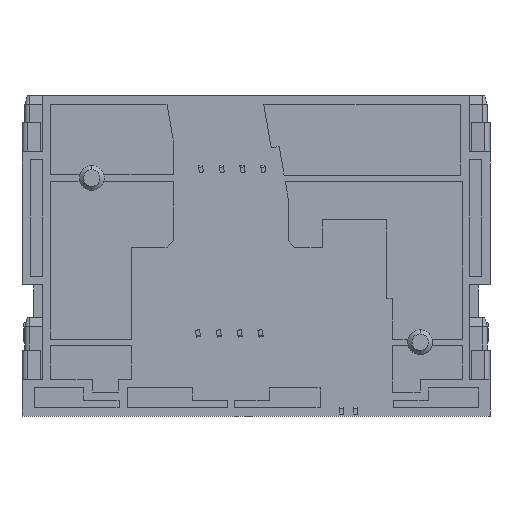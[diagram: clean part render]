
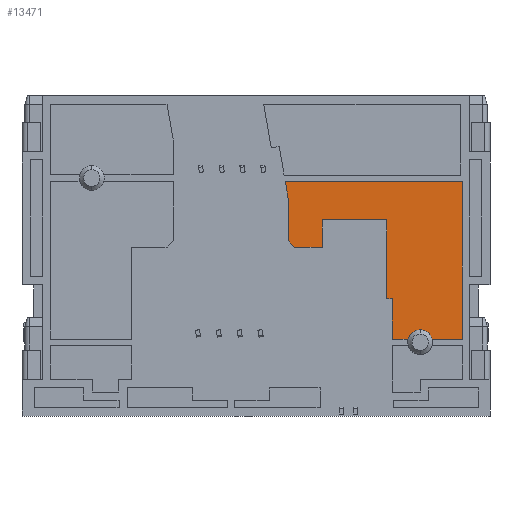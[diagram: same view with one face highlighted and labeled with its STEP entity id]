
A CAD part, front view. The second image highlights one B-rep face of the part: STEP entity #13471.
In plain terms, the highlighted planar face has unit normal (0, -1, 0).
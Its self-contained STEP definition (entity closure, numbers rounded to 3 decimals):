
#225 = ORIENTED_EDGE ( 'NONE', *, *, #12531, .F. ) ;
#294 = LINE ( 'NONE', #7239, #12057 ) ;
#409 = CARTESIAN_POINT ( 'NONE',  ( 15.911, 1.2, -5.196 ) ) ;
#532 = CARTESIAN_POINT ( 'NONE',  ( 16.605, 1.2, -5.196 ) ) ;
#536 = VECTOR ( 'NONE', #14108, 1000. ) ;
#910 = CARTESIAN_POINT ( 'NONE',  ( 8.05, 1.2, 1.062 ) ) ;
#1158 = EDGE_CURVE ( 'NONE', #12503, #2693, #10896, .T. ) ;
#1301 = CARTESIAN_POINT ( 'NONE',  ( 3.962, 1.2, 6.793 ) ) ;
#1325 = AXIS2_PLACEMENT_3D ( 'NONE', #13249, #14444, #5395 ) ;
#1335 = LINE ( 'NONE', #409, #3136 ) ;
#1411 = CARTESIAN_POINT ( 'NONE',  ( 3.568, 1.2, 9.053 ) ) ;
#1470 = EDGE_CURVE ( 'NONE', #9613, #10297, #3578, .T. ) ;
#1701 = VERTEX_POINT ( 'NONE', #13308 ) ;
#1705 = CARTESIAN_POINT ( 'NONE',  ( 15.911, 1.2, 4.397 ) ) ;
#1972 = ORIENTED_EDGE ( 'NONE', *, *, #11518, .F. ) ;
#2055 = VECTOR ( 'NONE', #11312, 1000. ) ;
#2083 = ORIENTED_EDGE ( 'NONE', *, *, #4368, .F. ) ;
#2175 = CARTESIAN_POINT ( 'NONE',  ( 25.127, 1.2, -10.144 ) ) ;
#2404 = ORIENTED_EDGE ( 'NONE', *, *, #5792, .F. ) ;
#2606 = CIRCLE ( 'NONE', #1325, 1.5 ) ;
#2693 = VERTEX_POINT ( 'NONE', #12589 ) ;
#3136 = VECTOR ( 'NONE', #10475, 1000. ) ;
#3147 = CARTESIAN_POINT ( 'NONE',  ( 3.962, 1.2, 1.834 ) ) ;
#3175 = DIRECTION ( 'NONE',  ( 0., 0., -1. ) ) ;
#3472 = EDGE_CURVE ( 'NONE', #6340, #1701, #12888, .T. ) ;
#3507 = CARTESIAN_POINT ( 'NONE',  ( 16.605, 1.2, -10.144 ) ) ;
#3578 = LINE ( 'NONE', #532, #536 ) ;
#3627 = LINE ( 'NONE', #11453, #10935 ) ;
#4043 = DIRECTION ( 'NONE',  ( -1., 0., 0. ) ) ;
#4341 = CARTESIAN_POINT ( 'NONE',  ( 25.127, 1.2, 9.053 ) ) ;
#4368 = EDGE_CURVE ( 'NONE', #11306, #9613, #13383, .T. ) ;
#4459 = CARTESIAN_POINT ( 'NONE',  ( 4.734, 1.2, 1.062 ) ) ;
#4606 = DIRECTION ( 'NONE',  ( 0., 0., 1. ) ) ;
#4698 = CARTESIAN_POINT ( 'NONE',  ( 25.127, 1.2, 9.053 ) ) ;
#4765 = CARTESIAN_POINT ( 'NONE',  ( 4.734, 1.2, 1.062 ) ) ;
#4901 = VERTEX_POINT ( 'NONE', #12361 ) ;
#5217 = ORIENTED_EDGE ( 'NONE', *, *, #11820, .F. ) ;
#5226 = DIRECTION ( 'NONE',  ( 0., 1., 0. ) ) ;
#5259 = VECTOR ( 'NONE', #5628, 1000. ) ;
#5369 = FACE_OUTER_BOUND ( 'NONE', #14075, .T. ) ;
#5395 = DIRECTION ( 'NONE',  ( 0., 0., -1. ) ) ;
#5512 = CIRCLE ( 'NONE', #10931, 1.5 ) ;
#5628 = DIRECTION ( 'NONE',  ( -0.707, 0., 0.707 ) ) ;
#5792 = EDGE_CURVE ( 'NONE', #1701, #8793, #8705, .T. ) ;
#5991 = EDGE_CURVE ( 'NONE', #11781, #13669, #11550, .T. ) ;
#6075 = ORIENTED_EDGE ( 'NONE', *, *, #11883, .F. ) ;
#6260 = CARTESIAN_POINT ( 'NONE',  ( 8.05, 1.2, 1.062 ) ) ;
#6340 = VERTEX_POINT ( 'NONE', #10592 ) ;
#6392 = DIRECTION ( 'NONE',  ( 0., 0., -1. ) ) ;
#6551 = DIRECTION ( 'NONE',  ( 0., 0., 1. ) ) ;
#6577 = ORIENTED_EDGE ( 'NONE', *, *, #1470, .F. ) ;
#6630 = CARTESIAN_POINT ( 'NONE',  ( 8.05, 1.2, 4.397 ) ) ;
#6683 = LINE ( 'NONE', #6630, #10264 ) ;
#6724 = CARTESIAN_POINT ( 'NONE',  ( 15.911, 1.2, -5.196 ) ) ;
#6818 = DIRECTION ( 'NONE',  ( -1., 0., 0. ) ) ;
#6975 = AXIS2_PLACEMENT_3D ( 'NONE', #10089, #9086, #11318 ) ;
#7019 = VECTOR ( 'NONE', #6551, 1000. ) ;
#7090 = VECTOR ( 'NONE', #10512, 1000. ) ;
#7160 = ORIENTED_EDGE ( 'NONE', *, *, #1158, .F. ) ;
#7220 = CARTESIAN_POINT ( 'NONE',  ( 8.05, 1.2, 4.397 ) ) ;
#7239 = CARTESIAN_POINT ( 'NONE',  ( 3.568, 1.2, 9.053 ) ) ;
#7375 = DIRECTION ( 'NONE',  ( -1., 0., 0. ) ) ;
#7430 = VERTEX_POINT ( 'NONE', #11184 ) ;
#7747 = VECTOR ( 'NONE', #7375, 1000. ) ;
#7771 = EDGE_CURVE ( 'NONE', #2693, #7430, #11838, .T. ) ;
#7801 = VECTOR ( 'NONE', #4043, 1000. ) ;
#7862 = VECTOR ( 'NONE', #6392, 1000. ) ;
#8361 = ORIENTED_EDGE ( 'NONE', *, *, #11668, .T. ) ;
#8391 = EDGE_CURVE ( 'NONE', #8463, #4901, #5512, .T. ) ;
#8463 = VERTEX_POINT ( 'NONE', #11094 ) ;
#8705 = LINE ( 'NONE', #1301, #7090 ) ;
#8793 = VERTEX_POINT ( 'NONE', #1411 ) ;
#9030 = PLANE ( 'NONE',  #6975 ) ;
#9086 = DIRECTION ( 'NONE',  ( 0., -1., 0. ) ) ;
#9372 = VERTEX_POINT ( 'NONE', #1705 ) ;
#9450 = ORIENTED_EDGE ( 'NONE', *, *, #8391, .T. ) ;
#9613 = VERTEX_POINT ( 'NONE', #14625 ) ;
#9707 = DIRECTION ( 'NONE',  ( 1., 0., 0. ) ) ;
#9816 = DIRECTION ( 'NONE',  ( 0., 0., -1. ) ) ;
#9836 = CARTESIAN_POINT ( 'NONE',  ( 25.127, 1.2, -10.144 ) ) ;
#10073 = EDGE_CURVE ( 'NONE', #8793, #12503, #294, .T. ) ;
#10089 = CARTESIAN_POINT ( 'NONE',  ( 0., 1.2, 0. ) ) ;
#10263 = EDGE_CURVE ( 'NONE', #10597, #11781, #6683, .T. ) ;
#10264 = VECTOR ( 'NONE', #3175, 1000. ) ;
#10268 = CARTESIAN_POINT ( 'NONE',  ( 16.605, 1.2, -10.144 ) ) ;
#10297 = VERTEX_POINT ( 'NONE', #6724 ) ;
#10371 = VECTOR ( 'NONE', #4606, 1000. ) ;
#10475 = DIRECTION ( 'NONE',  ( 0., 0., 1. ) ) ;
#10512 = DIRECTION ( 'NONE',  ( -0.172, 0., 0.985 ) ) ;
#10592 = CARTESIAN_POINT ( 'NONE',  ( 3.962, 1.2, 1.834 ) ) ;
#10597 = VERTEX_POINT ( 'NONE', #7220 ) ;
#10745 = ORIENTED_EDGE ( 'NONE', *, *, #5991, .F. ) ;
#10896 = LINE ( 'NONE', #4341, #7862 ) ;
#10931 = AXIS2_PLACEMENT_3D ( 'NONE', #12086, #5226, #9816 ) ;
#10935 = VECTOR ( 'NONE', #6818, 1000. ) ;
#10963 = LINE ( 'NONE', #2175, #2055 ) ;
#11094 = CARTESIAN_POINT ( 'NONE',  ( 18.543, 1.2, -10.144 ) ) ;
#11184 = CARTESIAN_POINT ( 'NONE',  ( 21.457, 1.2, -10.144 ) ) ;
#11306 = VERTEX_POINT ( 'NONE', #3507 ) ;
#11312 = DIRECTION ( 'NONE',  ( -1., 0., 0. ) ) ;
#11318 = DIRECTION ( 'NONE',  ( 0., 0., -1. ) ) ;
#11453 = CARTESIAN_POINT ( 'NONE',  ( 15.911, 1.2, 4.397 ) ) ;
#11518 = EDGE_CURVE ( 'NONE', #10297, #9372, #1335, .T. ) ;
#11550 = LINE ( 'NONE', #6260, #7801 ) ;
#11577 = ORIENTED_EDGE ( 'NONE', *, *, #3472, .F. ) ;
#11668 = EDGE_CURVE ( 'NONE', #4901, #7430, #2606, .T. ) ;
#11781 = VERTEX_POINT ( 'NONE', #910 ) ;
#11820 = EDGE_CURVE ( 'NONE', #13669, #6340, #14127, .T. ) ;
#11838 = LINE ( 'NONE', #9836, #7747 ) ;
#11883 = EDGE_CURVE ( 'NONE', #8463, #11306, #10963, .T. ) ;
#12057 = VECTOR ( 'NONE', #9707, 1000. ) ;
#12086 = CARTESIAN_POINT ( 'NONE',  ( 20., 1.2, -10.5 ) ) ;
#12361 = CARTESIAN_POINT ( 'NONE',  ( 20., 1.2, -9. ) ) ;
#12503 = VERTEX_POINT ( 'NONE', #4698 ) ;
#12531 = EDGE_CURVE ( 'NONE', #9372, #10597, #3627, .T. ) ;
#12589 = CARTESIAN_POINT ( 'NONE',  ( 25.127, 1.2, -10.144 ) ) ;
#12888 = LINE ( 'NONE', #3147, #7019 ) ;
#13026 = ORIENTED_EDGE ( 'NONE', *, *, #10263, .F. ) ;
#13249 = CARTESIAN_POINT ( 'NONE',  ( 20., 1.2, -10.5 ) ) ;
#13308 = CARTESIAN_POINT ( 'NONE',  ( 3.962, 1.2, 6.793 ) ) ;
#13383 = LINE ( 'NONE', #10268, #10371 ) ;
#13471 = ADVANCED_FACE ( 'NONE', ( #5369 ), #9030, .T. ) ;
#13669 = VERTEX_POINT ( 'NONE', #4765 ) ;
#14075 = EDGE_LOOP ( 'NONE', ( #6075, #9450, #8361, #14555, #7160, #14288, #2404, #11577, #5217, #10745, #13026, #225, #1972, #6577, #2083 ) ) ;
#14108 = DIRECTION ( 'NONE',  ( -1., 0., 0. ) ) ;
#14127 = LINE ( 'NONE', #4459, #5259 ) ;
#14288 = ORIENTED_EDGE ( 'NONE', *, *, #10073, .F. ) ;
#14444 = DIRECTION ( 'NONE',  ( 0., 1., 0. ) ) ;
#14555 = ORIENTED_EDGE ( 'NONE', *, *, #7771, .F. ) ;
#14625 = CARTESIAN_POINT ( 'NONE',  ( 16.605, 1.2, -5.196 ) ) ;
